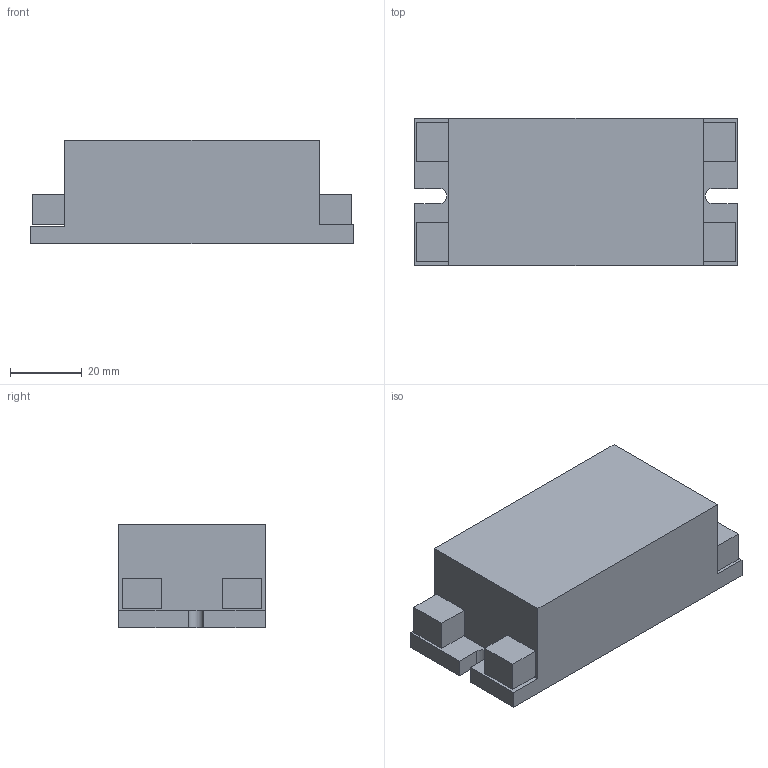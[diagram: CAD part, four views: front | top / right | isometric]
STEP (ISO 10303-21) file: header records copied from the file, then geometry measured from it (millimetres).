
FILE_DESCRIPTION(/* description */ ('Unknown'),/* implementation_level */ '2;1');
FILE_NAME(/* name */ 'JMD 230V DALI C_S (104389073)',/* time_stamp */ '2024-12-16T07:26:45+01:00',/* author */ ('Unknown'),/* organization */ ('Unknown'),/* preprocessor_version */ 'ST-DEVELOPER v19.4',/* originating_system */ 'Solid Edge',/* authorisation */ 'Unknown');
FILE_SCHEMA (('AUTOMOTIVE_DESIGN {1 0 10303 214 3 1 1}'));
Length unit declared in the file: millimetre
Products named in the file (1): JMD 230V DALI C_S (104389073)
Bounding box: 90 x 41 x 29 mm (x, y, z)
Volume: 91478.8 mm3; surface area: 15111.3 mm2
Topology: 1 solids, 1 shells, 36 faces, 96 edges, 64 vertices
Faces by surface type: plane 34, cylinder 2
Entity records: 1134 total; most frequent: CARTESIAN_POINT 197, ORIENTED_EDGE 192, DIRECTION 174, EDGE_CURVE 96, LINE 92, VECTOR 92, VERTEX_POINT 64, AXIS2_PLACEMENT_3D 41
